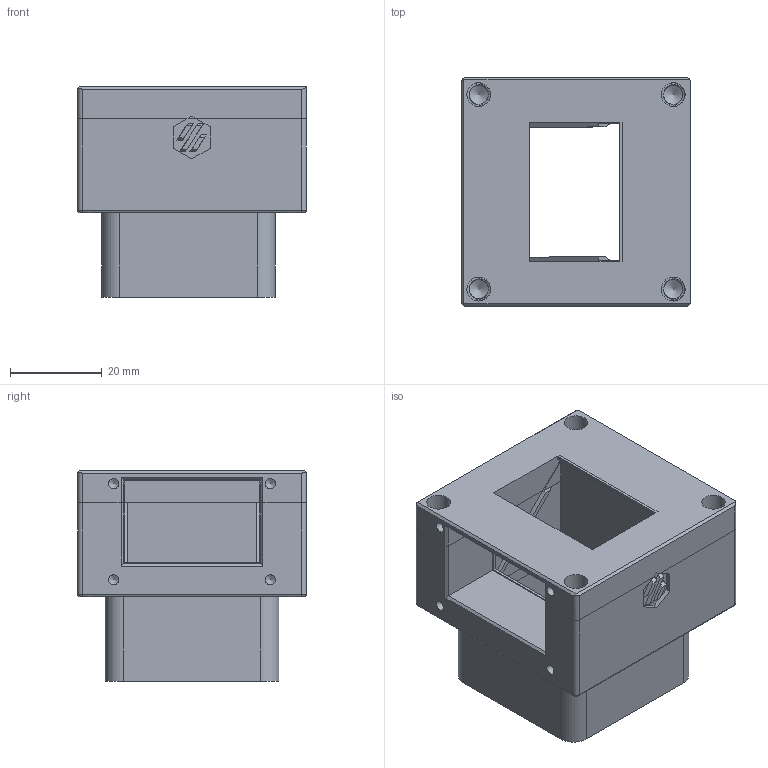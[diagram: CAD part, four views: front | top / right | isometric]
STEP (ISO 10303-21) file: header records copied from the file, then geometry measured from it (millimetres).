
FILE_DESCRIPTION(/* description */ (''),/* implementation_level */ '2;1');
FILE_NAME(/* name */ 'Venturi - Coaxial Lighting - V1.step',/* time_stamp */ '2021-03-13T14:00:11+00:00',/* author */ (''),/* organization */ (''),/* preprocessor_version */ 'ST-DEVELOPER v18.1',/* originating_system */ 'Autodesk Translation Framework v9.10.0.1330',/* authorisation */ '');
FILE_SCHEMA (('AUTOMOTIVE_DESIGN { 1 0 10303 214 3 1 1 }'));
Products named in the file (1): POC - Smaller Coaxial Lighting - V2
Bounding box: 50 x 50 x 45.99 mm (x, y, z)
Volume: 50958.5 mm3; surface area: 23744.6 mm2
Topology: 3 solids, 3 shells, 642 faces, 1818 edges, 1200 vertices
Faces by surface type: cylinder 440, plane 150, bspline 36, cone 16
Full cylindrical faces by diameter (mm): 2.175 x44, 2.2 x4, 2.529 x28, 2.675 x24, 3.086 x12, 4 x4, 4.2 x4, 4.234 x16, 5.12 x16, 5.2 x4, 5.3 x4
Entity records: 44709 total; most frequent: CARTESIAN_POINT 29677, ORIENTED_EDGE 3620, DIRECTION 2340, EDGE_CURVE 1810, VERTEX_POINT 1200, B_SPLINE_CURVE_WITH_KNOTS 862, AXIS2_PLACEMENT_3D 785, LINE 770
